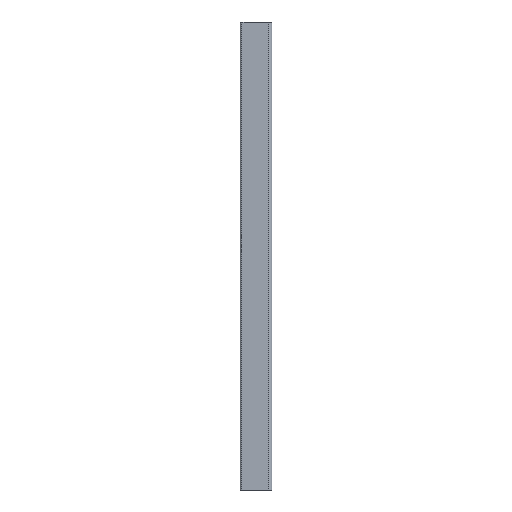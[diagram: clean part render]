
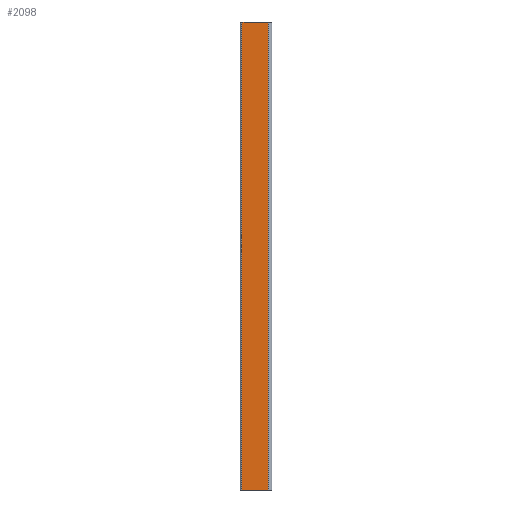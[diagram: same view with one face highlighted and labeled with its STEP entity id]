
A CAD part, left-side view. The second image highlights one B-rep face of the part: STEP entity #2098.
In plain terms, the highlighted planar face has unit normal (-1, 0, 0).
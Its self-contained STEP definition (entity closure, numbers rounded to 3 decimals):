
#1280 = VECTOR ( 'NONE', #18673, 1000. ) ;
#1664 = PLANE ( 'NONE',  #13396 ) ;
#2098 = ADVANCED_FACE ( 'NONE', ( #15498 ), #1664, .F. ) ;
#2133 = EDGE_CURVE ( 'NONE', #7394, #19387, #4616, .T. ) ;
#2328 = LINE ( 'NONE', #8742, #1280 ) ;
#3571 = CARTESIAN_POINT ( 'NONE',  ( -20.5, 38.5, 600. ) ) ;
#3584 = ORIENTED_EDGE ( 'NONE', *, *, #8212, .F. ) ;
#4157 = CARTESIAN_POINT ( 'NONE',  ( -20.5, 4.5, 0. ) ) ;
#4208 = EDGE_LOOP ( 'NONE', ( #8659, #3584, #6635, #11510 ) ) ;
#4616 = LINE ( 'NONE', #7980, #14750 ) ;
#4721 = DIRECTION ( 'NONE',  ( 0., 0., -1. ) ) ;
#6198 = DIRECTION ( 'NONE',  ( 0., -1., 0. ) ) ;
#6292 = LINE ( 'NONE', #12588, #9302 ) ;
#6635 = ORIENTED_EDGE ( 'NONE', *, *, #2133, .F. ) ;
#7394 = VERTEX_POINT ( 'NONE', #3571 ) ;
#7980 = CARTESIAN_POINT ( 'NONE',  ( -20.5, 4.5, 600. ) ) ;
#8212 = EDGE_CURVE ( 'NONE', #19387, #8709, #13687, .T. ) ;
#8659 = ORIENTED_EDGE ( 'NONE', *, *, #9385, .T. ) ;
#8709 = VERTEX_POINT ( 'NONE', #4157 ) ;
#8742 = CARTESIAN_POINT ( 'NONE',  ( -20.5, 38.5, 600. ) ) ;
#9302 = VECTOR ( 'NONE', #19267, 1000. ) ;
#9385 = EDGE_CURVE ( 'NONE', #10155, #8709, #6292, .T. ) ;
#9553 = CARTESIAN_POINT ( 'NONE',  ( -20.5, 4.5, 600. ) ) ;
#10155 = VERTEX_POINT ( 'NONE', #17418 ) ;
#11510 = ORIENTED_EDGE ( 'NONE', *, *, #19485, .T. ) ;
#12524 = CARTESIAN_POINT ( 'NONE',  ( -20.5, 4.5, 600. ) ) ;
#12588 = CARTESIAN_POINT ( 'NONE',  ( -20.5, 4.5, 0. ) ) ;
#13396 = AXIS2_PLACEMENT_3D ( 'NONE', #9553, #14487, #4721 ) ;
#13687 = LINE ( 'NONE', #12524, #15292 ) ;
#14487 = DIRECTION ( 'NONE',  ( 1., 0., 0. ) ) ;
#14750 = VECTOR ( 'NONE', #6198, 1000. ) ;
#15292 = VECTOR ( 'NONE', #20156, 1000. ) ;
#15498 = FACE_OUTER_BOUND ( 'NONE', #4208, .T. ) ;
#17418 = CARTESIAN_POINT ( 'NONE',  ( -20.5, 38.5, 0. ) ) ;
#18673 = DIRECTION ( 'NONE',  ( 0., 0., -1. ) ) ;
#18785 = CARTESIAN_POINT ( 'NONE',  ( -20.5, 4.5, 600. ) ) ;
#19267 = DIRECTION ( 'NONE',  ( 0., -1., 0. ) ) ;
#19387 = VERTEX_POINT ( 'NONE', #18785 ) ;
#19485 = EDGE_CURVE ( 'NONE', #7394, #10155, #2328, .T. ) ;
#20156 = DIRECTION ( 'NONE',  ( 0., 0., -1. ) ) ;
